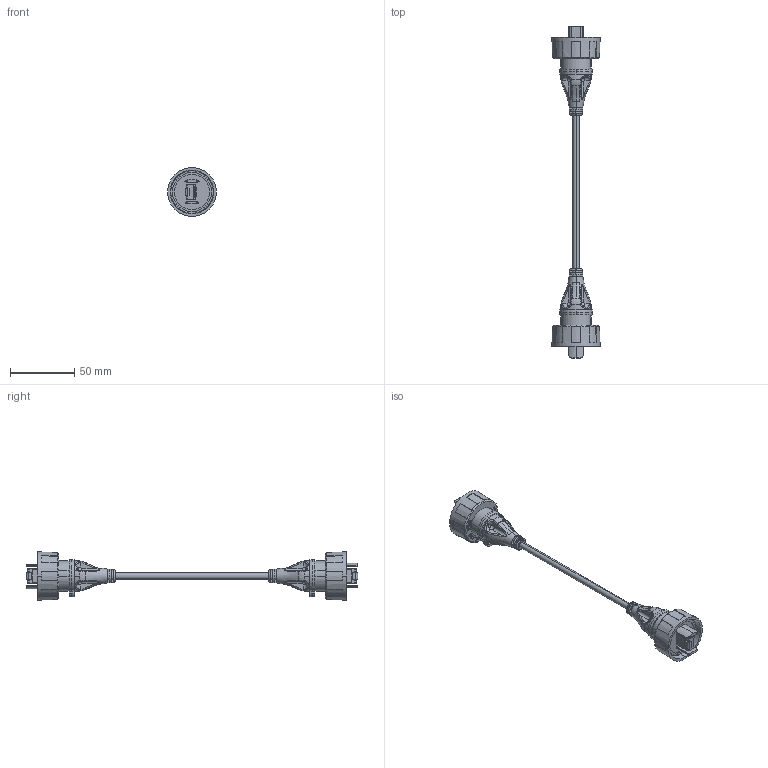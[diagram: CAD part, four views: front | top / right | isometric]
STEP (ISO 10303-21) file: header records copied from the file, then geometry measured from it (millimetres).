
FILE_DESCRIPTION(('STEP AP242'),'1');
FILE_NAME('px0838.stp','2024-05-07T23:20:35',('TraceParts'),('TraceParts S.A.'),'Spatial InterOp 3D',' ',' ');
FILE_SCHEMA(('AP242_MANAGED_MODEL_BASED_3D_ENGINEERING_MIM_LF {1 0 10303 442 1 1 4}'));
Length unit declared in the file: millimetre
Products named in the file (1): px0838_1
Bounding box: 37.97 x 259.19 x 37.97 mm (x, y, z)
Volume: 55766.2 mm3; surface area: 26525.9 mm2
Topology: 3 solids, 3 shells, 2394 faces, 6614 edges, 4344 vertices
Faces by surface type: plane 1874, cylinder 222, torus 126, bspline 104, cone 60, sphere 8
Entity records: 83311 total; most frequent: CARTESIAN_POINT 23170, ORIENTED_EDGE 13228, DIRECTION 11462, EDGE_CURVE 6614, LINE 4738, VECTOR 4738, VERTEX_POINT 4344, AXIS2_PLACEMENT_3D 3362
